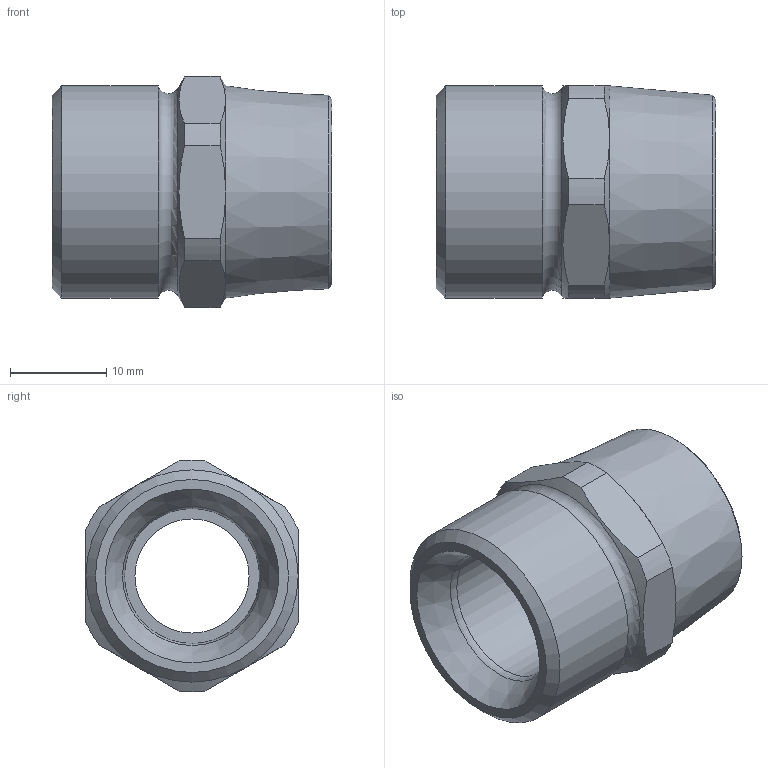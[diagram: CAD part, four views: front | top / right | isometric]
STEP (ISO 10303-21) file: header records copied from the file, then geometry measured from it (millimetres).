
FILE_DESCRIPTION(/* description */ ('Unknown'),/* implementation_level */ '2;1');
FILE_NAME(/* name */ '56529_Gegennippel_G1-4_M22x1,5_Niro',/* time_stamp */ '2019-10-01T08:28:45+02:00',/* author */ ('Unknown'),/* organization */ ('Unknown'),/* preprocessor_version */ 'ST-DEVELOPER v16.7',/* originating_system */ 'DEX',/* authorisation */ $);
FILE_SCHEMA (('AUTOMOTIVE_DESIGN {1 0 10303 214 3 1 1}'));
Length unit declared in the file: millimetre
Products named in the file (1): 50000056529_Gegennippel_G1-4_M22x1,5_Niro
Bounding box: 29 x 22 x 23.98 mm (x, y, z)
Volume: 6295.2 mm3; surface area: 3653.6 mm2
Topology: 1 solids, 1 shells, 32 faces, 77 edges, 48 vertices
Faces by surface type: cone 12, cylinder 9, plane 9, torus 2
Full cylindrical faces by diameter (mm): 11.82 x1, 14 x1, 22 x1
Entity records: 1109 total; most frequent: CARTESIAN_POINT 197, DIRECTION 140, ORIENTED_EDGE 122, AXIS2_PLACEMENT_3D 64, EDGE_CURVE 61, EDGE_LOOP 46, FACE_BOUND 46, VERTEX_POINT 43
